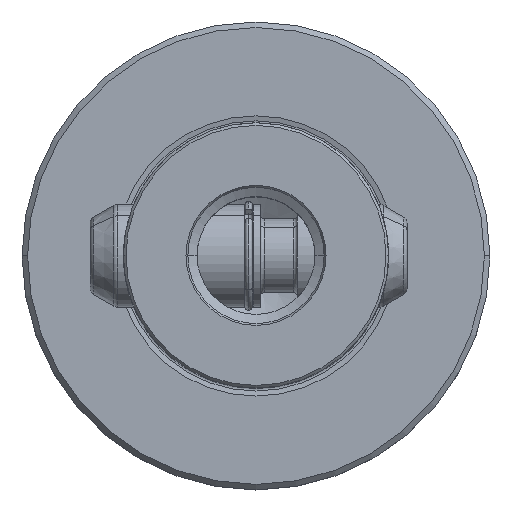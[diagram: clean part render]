
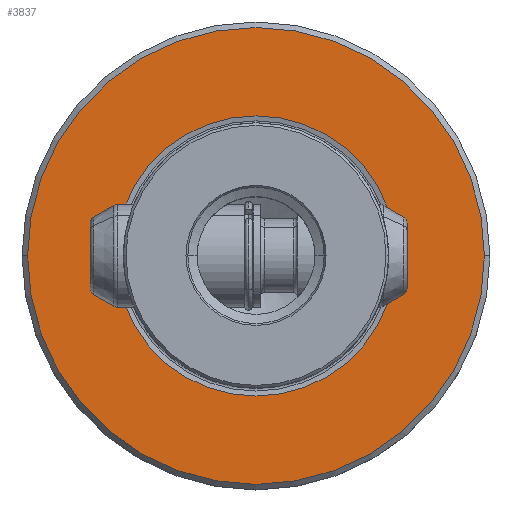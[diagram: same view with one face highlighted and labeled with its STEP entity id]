
A CAD part, top view. The second image highlights one B-rep face of the part: STEP entity #3837.
In plain terms, the highlighted planar face has unit normal (0, 0, 1).
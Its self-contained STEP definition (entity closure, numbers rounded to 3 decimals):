
#2061=VERTEX_POINT('NONE',#5641);
#2287=EDGE_CURVE('NONE',#3295,#4715,#5894,.T.);
#2529=VERTEX_POINT('NONE',#6165);
#3295=VERTEX_POINT('NONE',#7008);
#3837=ADVANCED_FACE('NONE',(#7608,#7609),#7610,.T.);
#4377=EDGE_CURVE('NONE',#2061,#2529,#8198,.F.);
#4539=EDGE_CURVE('NONE',#2529,#2061,#8382,.T.);
#4643=EDGE_CURVE('NONE',#4715,#3295,#8493,.T.);
#4715=VERTEX_POINT('NONE',#8577);
#5641=CARTESIAN_POINT('',(-19.012,0.,0.0));
#5894=CIRCLE('',#10173,31.0);
#6165=CARTESIAN_POINT('',(19.012,0.,0.0));
#7008=CARTESIAN_POINT('',(-31.0,0.,0.0));
#7608=FACE_OUTER_BOUND('',#19490,.T.);
#7609=FACE_BOUND('',#19491,.T.);
#7610=PLANE('',#19492);
#8198=CIRCLE('',#21662,19.012);
#8382=CIRCLE('',#21923,19.012);
#8493=CIRCLE('',#23387,31.0);
#8577=CARTESIAN_POINT('',(31.0,0.,0.0));
#10173=AXIS2_PLACEMENT_3D('',#25679,#25680,#25681);
#19490=EDGE_LOOP('',(#27724,#27725));
#19491=EDGE_LOOP('',(#27726,#27727));
#19492=AXIS2_PLACEMENT_3D('',#27728,#27729,#27730);
#21662=AXIS2_PLACEMENT_3D('',#28359,#28360,#28361);
#21923=AXIS2_PLACEMENT_3D('',#28613,#28614,#28615);
#23387=AXIS2_PLACEMENT_3D('',#28714,#28715,#28716);
#25679=CARTESIAN_POINT('',(0.0,0.0,0.0));
#25680=DIRECTION('',(0.0,0.0,-1.0));
#25681=DIRECTION('',(-1.0,0.,0.0));
#27724=ORIENTED_EDGE('',*,*,#2287,.F.);
#27725=ORIENTED_EDGE('',*,*,#4643,.F.);
#27726=ORIENTED_EDGE('',*,*,#4539,.F.);
#27727=ORIENTED_EDGE('',*,*,#4377,.F.);
#27728=CARTESIAN_POINT('',(-18.0,0.0,0.0));
#27729=DIRECTION('',(-0.0,0.0,1.0));
#27730=DIRECTION('',(0.0,1.0,0.0));
#28359=CARTESIAN_POINT('',(0.0,0.0,0.0));
#28360=DIRECTION('',(0.0,0.0,-1.0));
#28361=DIRECTION('',(1.0,0.,0.0));
#28613=CARTESIAN_POINT('',(0.0,0.0,0.0));
#28614=DIRECTION('',(-0.0,0.0,1.0));
#28615=DIRECTION('',(1.0,0.,0.0));
#28714=CARTESIAN_POINT('',(0.0,0.0,0.0));
#28715=DIRECTION('',(0.0,0.0,-1.0));
#28716=DIRECTION('',(-1.0,0.,0.0));
